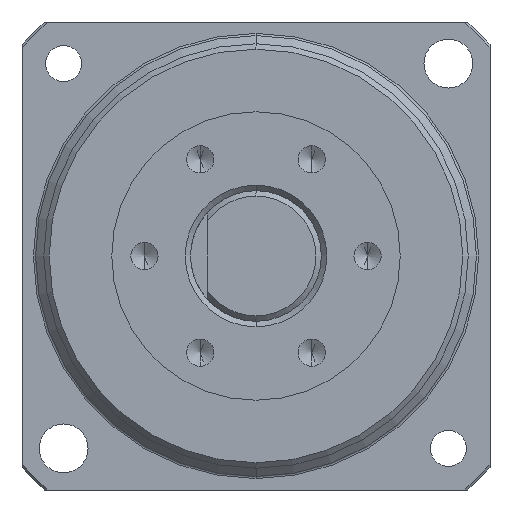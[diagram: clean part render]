
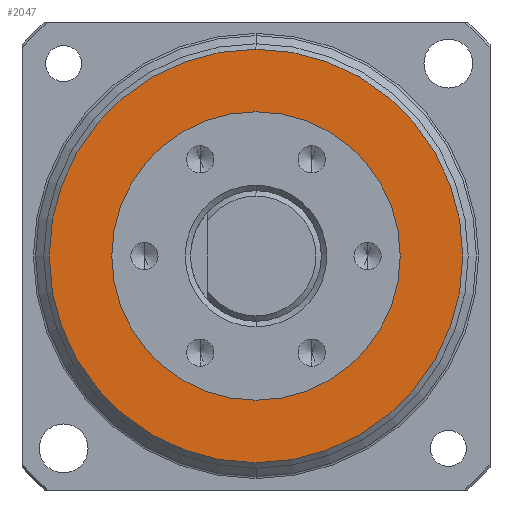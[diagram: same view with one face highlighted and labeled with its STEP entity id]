
A CAD part, left-side view. The second image highlights one B-rep face of the part: STEP entity #2047.
In plain terms, the highlighted planar face has unit normal (-1, 0, 0).
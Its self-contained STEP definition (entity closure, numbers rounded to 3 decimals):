
#300 = ORIENTED_EDGE ( 'NONE', *, *, #3807, .T. ) ;
#381 = CIRCLE ( 'NONE', #5735, 19. ) ;
#416 = PLANE ( 'NONE',  #1144 ) ;
#589 = AXIS2_PLACEMENT_3D ( 'NONE', #6027, #2439, #6647 ) ;
#917 = DIRECTION ( 'NONE',  ( -1., 0., 0. ) ) ;
#1144 = AXIS2_PLACEMENT_3D ( 'NONE', #5225, #1634, #5827 ) ;
#1245 = EDGE_LOOP ( 'NONE', ( #3782, #300 ) ) ;
#1356 = CARTESIAN_POINT ( 'NONE',  ( 0., 0., 0. ) ) ;
#1493 = FACE_OUTER_BOUND ( 'NONE', #1245, .T. ) ;
#1507 = VERTEX_POINT ( 'NONE', #5344 ) ;
#1540 = CARTESIAN_POINT ( 'NONE',  ( 0., 0., 0. ) ) ;
#1589 = CIRCLE ( 'NONE', #589, 13.25 ) ;
#1634 = DIRECTION ( 'NONE',  ( 1., 0., 0. ) ) ;
#1839 = CIRCLE ( 'NONE', #2195, 19. ) ;
#1985 = DIRECTION ( 'NONE',  ( 0., 0., 1. ) ) ;
#2047 = ADVANCED_FACE ( 'NONE', ( #7667, #1493 ), #416, .F. ) ;
#2163 = DIRECTION ( 'NONE',  ( 0., 0., 1. ) ) ;
#2195 = AXIS2_PLACEMENT_3D ( 'NONE', #1356, #5556, #1985 ) ;
#2253 = EDGE_CURVE ( 'NONE', #1507, #7184, #1589, .T. ) ;
#2439 = DIRECTION ( 'NONE',  ( -1., 0., 0. ) ) ;
#2809 = EDGE_CURVE ( 'NONE', #7184, #1507, #5146, .T. ) ;
#3782 = ORIENTED_EDGE ( 'NONE', *, *, #5134, .T. ) ;
#3807 = EDGE_CURVE ( 'NONE', #6920, #6936, #1839, .T. ) ;
#4453 = CARTESIAN_POINT ( 'NONE',  ( 0., 0., 19. ) ) ;
#4496 = CARTESIAN_POINT ( 'NONE',  ( 0., 0., 0. ) ) ;
#5108 = DIRECTION ( 'NONE',  ( 0., 0., 1. ) ) ;
#5134 = EDGE_CURVE ( 'NONE', #6936, #6920, #381, .T. ) ;
#5146 = CIRCLE ( 'NONE', #6210, 13.25 ) ;
#5225 = CARTESIAN_POINT ( 'NONE',  ( 0., 13.25, 0. ) ) ;
#5344 = CARTESIAN_POINT ( 'NONE',  ( 0., 0., -13.25 ) ) ;
#5479 = ORIENTED_EDGE ( 'NONE', *, *, #2809, .F. ) ;
#5556 = DIRECTION ( 'NONE',  ( -1., 0., 0. ) ) ;
#5721 = CARTESIAN_POINT ( 'NONE',  ( 0., 0., -19. ) ) ;
#5735 = AXIS2_PLACEMENT_3D ( 'NONE', #4496, #917, #5108 ) ;
#5743 = DIRECTION ( 'NONE',  ( -1., 0., 0. ) ) ;
#5827 = DIRECTION ( 'NONE',  ( 0., 0., -1. ) ) ;
#6027 = CARTESIAN_POINT ( 'NONE',  ( 0., 0., 0. ) ) ;
#6210 = AXIS2_PLACEMENT_3D ( 'NONE', #1540, #5743, #2163 ) ;
#6647 = DIRECTION ( 'NONE',  ( 0., 0., 1. ) ) ;
#6826 = ORIENTED_EDGE ( 'NONE', *, *, #2253, .F. ) ;
#6920 = VERTEX_POINT ( 'NONE', #4453 ) ;
#6936 = VERTEX_POINT ( 'NONE', #5721 ) ;
#7184 = VERTEX_POINT ( 'NONE', #7740 ) ;
#7667 = FACE_BOUND ( 'NONE', #7802, .T. ) ;
#7740 = CARTESIAN_POINT ( 'NONE',  ( 0., 0., 13.25 ) ) ;
#7802 = EDGE_LOOP ( 'NONE', ( #5479, #6826 ) ) ;
